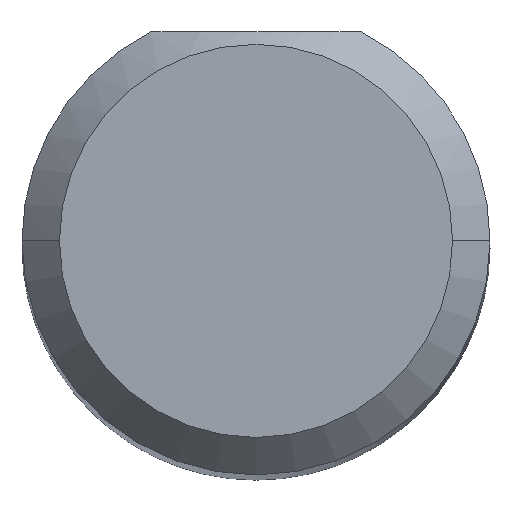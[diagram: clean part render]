
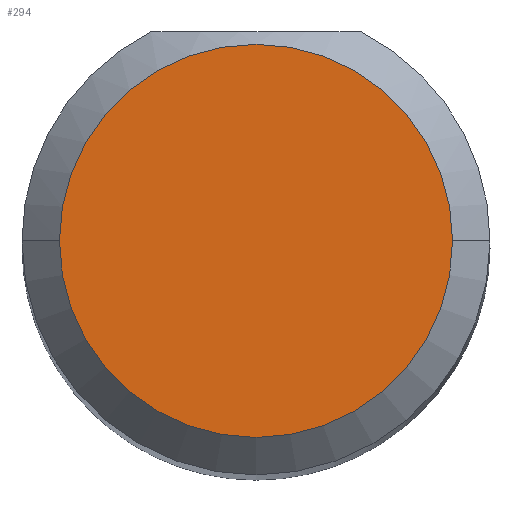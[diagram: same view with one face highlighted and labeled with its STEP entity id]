
A CAD part, top view. The second image highlights one B-rep face of the part: STEP entity #294.
In plain terms, the highlighted planar face has unit normal (0, 0, 1).
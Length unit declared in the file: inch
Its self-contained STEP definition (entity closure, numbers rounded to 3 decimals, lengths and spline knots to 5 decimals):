
#8 = CARTESIAN_POINT ( 'NONE',  ( 0.07875, 0., 2. ) ) ;
#10 = CARTESIAN_POINT ( 'NONE',  ( 0., 0., 2. ) ) ;
#68 = ORIENTED_EDGE ( 'NONE', *, *, #91, .T. ) ;
#91 = EDGE_CURVE ( 'NONE', #464, #157, #425, .T. ) ;
#144 = AXIS2_PLACEMENT_3D ( 'NONE', #410, #200, #286 ) ;
#157 = VERTEX_POINT ( 'NONE', #8 ) ;
#182 = CARTESIAN_POINT ( 'NONE',  ( -0.07875, 0., 2. ) ) ;
#185 = DIRECTION ( 'NONE',  ( 1., 0., 0. ) ) ;
#200 = DIRECTION ( 'NONE',  ( 0., 0., 1. ) ) ;
#213 = PLANE ( 'NONE',  #334 ) ;
#253 = CARTESIAN_POINT ( 'NONE',  ( 0., 0., 2. ) ) ;
#272 = DIRECTION ( 'NONE',  ( 0., 0., 1. ) ) ;
#286 = DIRECTION ( 'NONE',  ( 1., 0., 0. ) ) ;
#290 = ORIENTED_EDGE ( 'NONE', *, *, #558, .T. ) ;
#294 = ADVANCED_FACE ( 'NONE', ( #343 ), #213, .T. ) ;
#334 = AXIS2_PLACEMENT_3D ( 'NONE', #253, #523, #372 ) ;
#343 = FACE_OUTER_BOUND ( 'NONE', #470, .T. ) ;
#372 = DIRECTION ( 'NONE',  ( 1., 0., 0. ) ) ;
#394 = AXIS2_PLACEMENT_3D ( 'NONE', #10, #272, #185 ) ;
#410 = CARTESIAN_POINT ( 'NONE',  ( 0., 0., 2. ) ) ;
#425 = CIRCLE ( 'NONE', #394, 0.07875 ) ;
#438 = CIRCLE ( 'NONE', #144, 0.07875 ) ;
#464 = VERTEX_POINT ( 'NONE', #182 ) ;
#470 = EDGE_LOOP ( 'NONE', ( #68, #290 ) ) ;
#523 = DIRECTION ( 'NONE',  ( 0., 0., 1. ) ) ;
#558 = EDGE_CURVE ( 'NONE', #157, #464, #438, .T. ) ;
